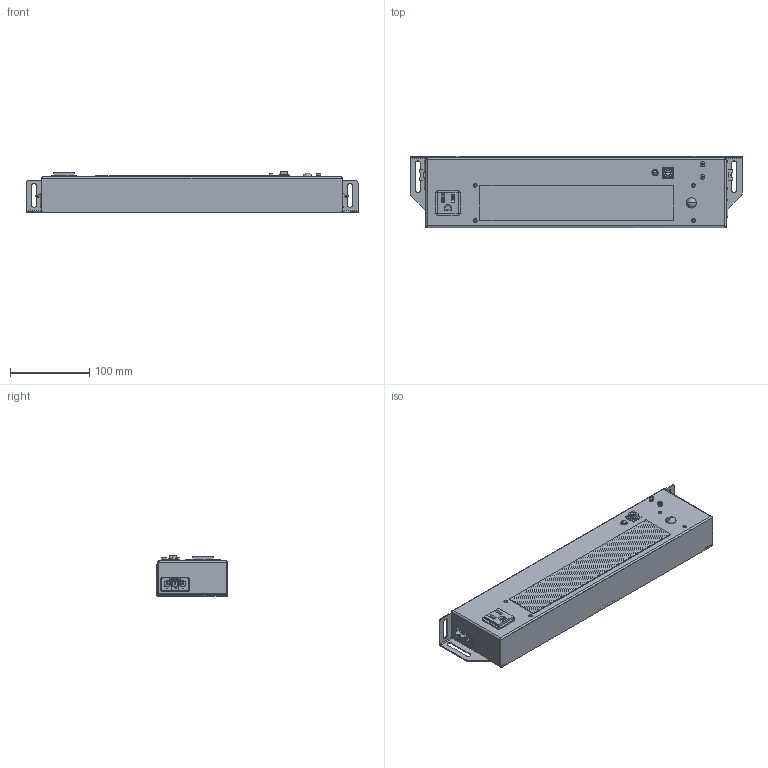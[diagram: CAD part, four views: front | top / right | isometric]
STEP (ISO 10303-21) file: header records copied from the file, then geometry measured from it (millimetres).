
FILE_DESCRIPTION((''),'2;1');
FILE_NAME('SL4905-FU-ACNM-PIR-SCRW-DS_ASM__ASM','2022-06-17T11:47:13',('alexcam'),(''),'CREO PARAMETRIC BY PTC INC, 2018500','CREO PARAMETRIC BY PTC INC, 2018500','');
FILE_SCHEMA(('CONFIG_CONTROL_DESIGN'));
Products named in the file (21): SL4905-FU-HOUS-ACNM-PIR-SC-5092; FH-M3-12_1; PEM_SO-M3-6_1; SL4905-FU-HOUS-ACNM-PIR-SC-5104_ASM; FRESNEL_DOME_PART1_1; SL4905-FU-PIR-PCB_ASM_1_ASM; PUSH_SW_P13_1; 5MM_LED_HOLDER_1; 5MM_LED_1; WIELAND_92_032_9758_0_CAD_20STE; WIELAND_92_031_9758_0_CAD_20STE; SL4905-FU-BASE-SCREW_1; KVT_FH_M4_8_ZP_1; PEM_BSO-M3-6_1; SL4905-FU-BASE-SCREW_ASM_1_ASM; SCREW_DIN_965_M3X6_TORX_1; EXTRUDED_LENS-PTH_1010_220_1; SCREW_DIN_7985-M3X6-4_8_1; ADELS-CONTACT_148762_1; NEMA_5-15_QUICK_CONNECT_1; SL4905-FU-ACNM-PIR-SCRW-DS_ASM__ASM
Assembly tree (33 placements, depth 3):
  SL4905-FU-ACNM-PIR-SCRW-DS_ASM__ASM
    SL4905-FU-HOUS-ACNM-PIR-SC-5104_ASM
      SL4905-FU-HOUS-ACNM-PIR-SC-5092
      FH-M3-12_1  x4
      PEM_SO-M3-6_1  x2
    SL4905-FU-PIR-PCB_ASM_1_ASM
      FRESNEL_DOME_PART1_1
    PUSH_SW_P13_1
    5MM_LED_HOLDER_1
    5MM_LED_1
    WIELAND_92_032_9758_0_CAD_20STE
    WIELAND_92_031_9758_0_CAD_20STE
    SL4905-FU-BASE-SCREW_ASM_1_ASM
      SL4905-FU-BASE-SCREW_1
      KVT_FH_M4_8_ZP_1
      PEM_BSO-M3-6_1  x6
    SCREW_DIN_965_M3X6_TORX_1  x4
    EXTRUDED_LENS-PTH_1010_220_1
    SCREW_DIN_7985-M3X6-4_8_1  x2
    ADELS-CONTACT_148762_1
    NEMA_5-15_QUICK_CONNECT_1
Bounding box: 420 x 90 x 51.75 mm (x, y, z)
Volume: 201913.1 mm3; surface area: 298024.2 mm2
Topology: 30 solids, 32 shells, 3085 faces, 8252 edges, 5281 vertices
Faces by surface type: plane 1751, cylinder 725, cone 218, bspline 133, extrusion 115, torus 99, sphere 44
Entity records: 96702 total; most frequent: CARTESIAN_POINT 30081, ORIENTED_EDGE 14470, DIRECTION 12633, EDGE_CURVE 7237, VECTOR 4679, VERTEX_POINT 4664, LINE 4564, AXIS2_PLACEMENT_3D 3977
